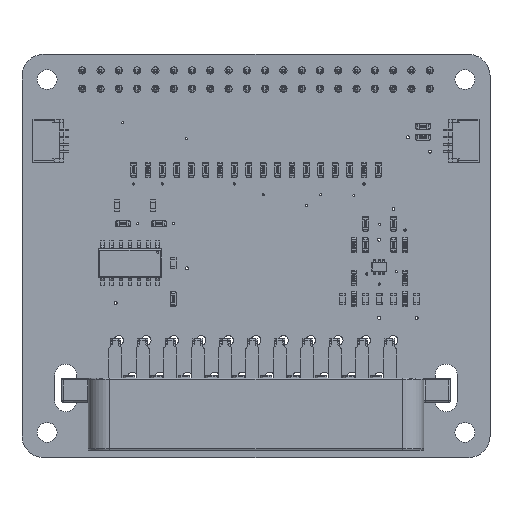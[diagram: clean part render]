
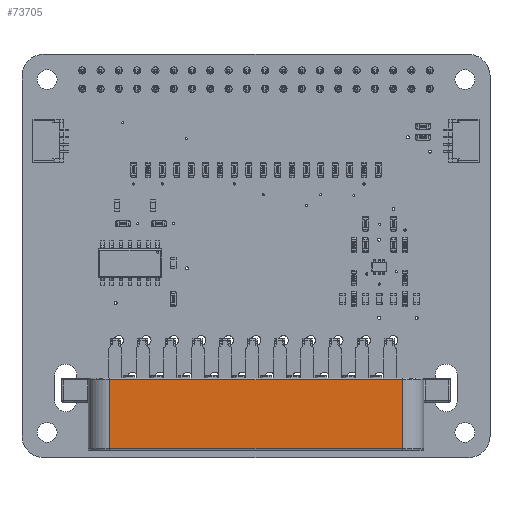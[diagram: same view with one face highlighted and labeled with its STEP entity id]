
A CAD part, top view. The second image highlights one B-rep face of the part: STEP entity #73705.
In plain terms, the highlighted planar face has unit normal (0, 0, 1).
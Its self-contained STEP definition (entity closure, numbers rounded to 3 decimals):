
#4011=PLANE('',#78765);
#7535=FACE_OUTER_BOUND('',#11885,.T.);
#11885=EDGE_LOOP('',(#59249,#59250,#59251,#59252));
#17564=LINE('',#119732,#25392);
#17623=LINE('',#119852,#25451);
#17624=LINE('',#119856,#25452);
#17625=LINE('',#119857,#25453);
#25392=VECTOR('',#90763,10.);
#25451=VECTOR('',#90926,10.);
#25452=VECTOR('',#90931,10.);
#25453=VECTOR('',#90932,10.);
#35094=VERTEX_POINT('',#119726);
#35095=VERTEX_POINT('',#119730);
#35104=VERTEX_POINT('',#119851);
#35105=VERTEX_POINT('',#119855);
#43730=EDGE_CURVE('',#35094,#35095,#17564,.T.);
#43798=EDGE_CURVE('',#35095,#35104,#17623,.T.);
#43800=EDGE_CURVE('',#35105,#35094,#17624,.T.);
#43801=EDGE_CURVE('',#35104,#35105,#17625,.T.);
#59249=ORIENTED_EDGE('',*,*,#43730,.F.);
#59250=ORIENTED_EDGE('',*,*,#43800,.F.);
#59251=ORIENTED_EDGE('',*,*,#43801,.F.);
#59252=ORIENTED_EDGE('',*,*,#43798,.F.);
#73705=ADVANCED_FACE('',(#7535),#4011,.T.);
#78765=AXIS2_PLACEMENT_3D('',#119854,#90929,#90930);
#90763=DIRECTION('',(1.,0.,0.));
#90926=DIRECTION('',(0.,-1.,0.));
#90929=DIRECTION('center_axis',(0.,0.,
1.));
#90930=DIRECTION('ref_axis',(1.,0.,0.));
#90931=DIRECTION('',(0.,1.,0.));
#90932=DIRECTION('',(-1.,0.,0.));
#119726=CARTESIAN_POINT('',(-20.306,-0.41,16.479));
#119730=CARTESIAN_POINT('',(20.306,-0.41,16.479));
#119732=CARTESIAN_POINT('',(-12.019,-0.41,16.479));
#119851=CARTESIAN_POINT('',(20.306,-10.01,16.479));
#119852=CARTESIAN_POINT('',(20.306,-10.21,16.479));
#119854=CARTESIAN_POINT('Origin',(-23.794,-10.21,16.479));
#119855=CARTESIAN_POINT('',(-20.306,-10.01,16.479));
#119856=CARTESIAN_POINT('',(-20.306,-10.21,16.479));
#119857=CARTESIAN_POINT('',(-12.019,-10.01,16.479));
